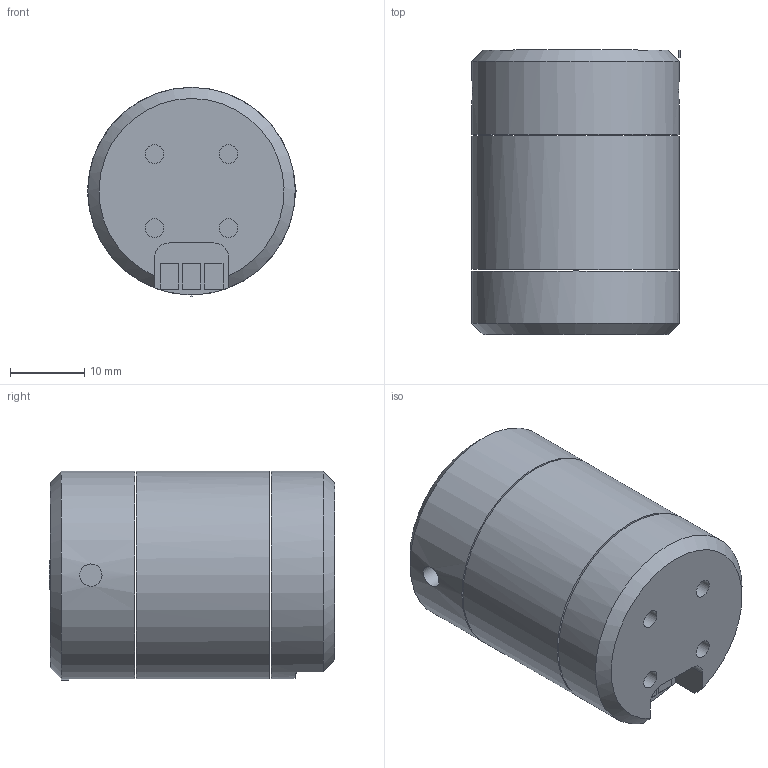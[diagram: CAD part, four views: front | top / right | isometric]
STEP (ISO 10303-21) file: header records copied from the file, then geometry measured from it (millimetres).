
FILE_DESCRIPTION(/* description */ (''),/* implementation_level */ '2;1');
FILE_NAME(/* name */ 'Motor.stp',/* time_stamp */ '2019-11-02T13:10:52-07:00',/* author */ ('Jorian Bruslind'),/* organization */ (''),/* preprocessor_version */ 'ST-DEVELOPER v17.2',/* originating_system */ 'Autodesk Inventor 2019',/* authorisation */ '');
FILE_SCHEMA (('AUTOMOTIVE_DESIGN { 1 0 10303 214 3 1 1 }'));
Length unit declared in the file: millimetre
Products named in the file (1): Motor
Bounding box: 28.12 x 38.5 x 28.25 mm (x, y, z)
Volume: 22632.3 mm3; surface area: 7268.2 mm2
Topology: 4 solids, 4 shells, 61 faces, 127 edges, 85 vertices
Faces by surface type: plane 45, cylinder 14, cone 2
Full cylindrical faces by diameter (mm): 2.5 x6, 3 x2, 4 x1, 28 x3
Entity records: 1781 total; most frequent: CARTESIAN_POINT 348, DIRECTION 282, ORIENTED_EDGE 254, EDGE_CURVE 127, AXIS2_PLACEMENT_3D 99, VERTEX_POINT 85, LINE 84, VECTOR 84
